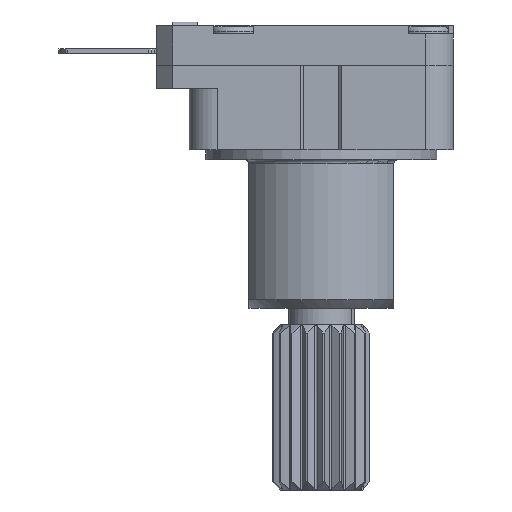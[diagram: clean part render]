
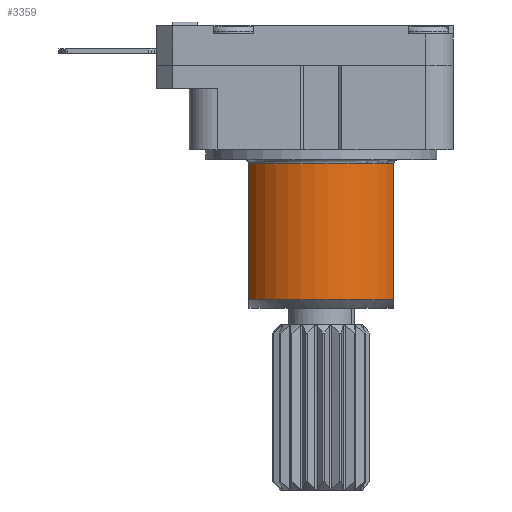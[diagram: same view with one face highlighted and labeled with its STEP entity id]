
A CAD part, left-side view. The second image highlights one B-rep face of the part: STEP entity #3359.
In plain terms, the highlighted cylindrical face has radius 5 mm (diameter 10 mm), a partial arc.
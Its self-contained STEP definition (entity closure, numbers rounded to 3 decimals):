
#175 = EDGE_CURVE ( 'NONE', #3387, #9306, #9479, .T. ) ;
#704 = ORIENTED_EDGE ( 'NONE', *, *, #17869, .T. ) ;
#1274 = DIRECTION ( 'NONE',  ( -1., 0., 0. ) ) ;
#2674 = CIRCLE ( 'NONE', #19618, 5. ) ;
#2887 = CYLINDRICAL_SURFACE ( 'NONE', #19602, 5. ) ;
#3359 = ADVANCED_FACE ( 'NONE', ( #6879 ), #2887, .T. ) ;
#3387 = VERTEX_POINT ( 'NONE', #24576 ) ;
#3619 = DIRECTION ( 'NONE',  ( 0., 0., 1. ) ) ;
#3949 = LINE ( 'NONE', #11362, #5138 ) ;
#4622 = DIRECTION ( 'NONE',  ( 0., 0., -1. ) ) ;
#5042 = CARTESIAN_POINT ( 'NONE',  ( -2.375, 4.4, -5.95 ) ) ;
#5138 = VECTOR ( 'NONE', #13504, 1000. ) ;
#5494 = EDGE_CURVE ( 'NONE', #7691, #9306, #6256, .T. ) ;
#6238 = ORIENTED_EDGE ( 'NONE', *, *, #24732, .T. ) ;
#6256 = LINE ( 'NONE', #12411, #11656 ) ;
#6879 = FACE_OUTER_BOUND ( 'NONE', #12934, .T. ) ;
#6992 = DIRECTION ( 'NONE',  ( 1., 0., 0. ) ) ;
#7135 = ORIENTED_EDGE ( 'NONE', *, *, #5494, .F. ) ;
#7156 = CARTESIAN_POINT ( 'NONE',  ( 0., 0., -5.95 ) ) ;
#7389 = DIRECTION ( 'NONE',  ( 0., 0., -1. ) ) ;
#7691 = VERTEX_POINT ( 'NONE', #19879 ) ;
#9306 = VERTEX_POINT ( 'NONE', #16938 ) ;
#9479 = CIRCLE ( 'NONE', #20005, 5. ) ;
#11362 = CARTESIAN_POINT ( 'NONE',  ( -2.375, 4.4, -0.913 ) ) ;
#11656 = VECTOR ( 'NONE', #4622, 1000. ) ;
#12411 = CARTESIAN_POINT ( 'NONE',  ( -2.375, -4.4, -0.913 ) ) ;
#12591 = DIRECTION ( 'NONE',  ( -1., 0., 0. ) ) ;
#12934 = EDGE_LOOP ( 'NONE', ( #7135, #704, #6238, #17579 ) ) ;
#13504 = DIRECTION ( 'NONE',  ( 0., 0., -1. ) ) ;
#14520 = CARTESIAN_POINT ( 'NONE',  ( 0., 0., -14.2 ) ) ;
#16938 = CARTESIAN_POINT ( 'NONE',  ( -2.375, -4.4, -14.2 ) ) ;
#17055 = VERTEX_POINT ( 'NONE', #5042 ) ;
#17579 = ORIENTED_EDGE ( 'NONE', *, *, #175, .T. ) ;
#17869 = EDGE_CURVE ( 'NONE', #7691, #17055, #2674, .T. ) ;
#19602 = AXIS2_PLACEMENT_3D ( 'NONE', #22544, #3619, #6992 ) ;
#19618 = AXIS2_PLACEMENT_3D ( 'NONE', #7156, #7389, #1274 ) ;
#19879 = CARTESIAN_POINT ( 'NONE',  ( -2.375, -4.4, -5.95 ) ) ;
#20005 = AXIS2_PLACEMENT_3D ( 'NONE', #14520, #20092, #12591 ) ;
#20092 = DIRECTION ( 'NONE',  ( 0., 0., 1. ) ) ;
#22544 = CARTESIAN_POINT ( 'NONE',  ( 0., 0., -14.7 ) ) ;
#24576 = CARTESIAN_POINT ( 'NONE',  ( -2.375, 4.4, -14.2 ) ) ;
#24732 = EDGE_CURVE ( 'NONE', #17055, #3387, #3949, .T. ) ;
